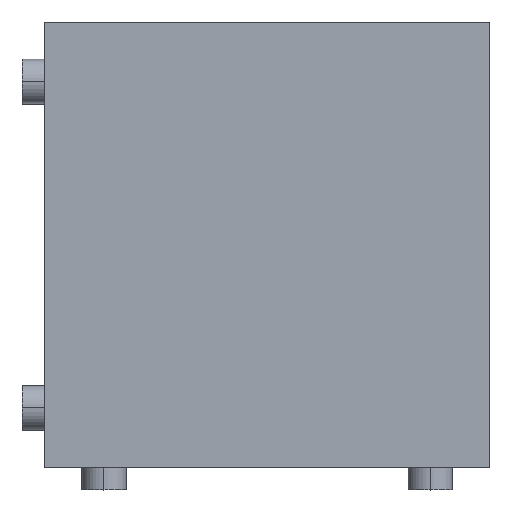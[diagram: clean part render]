
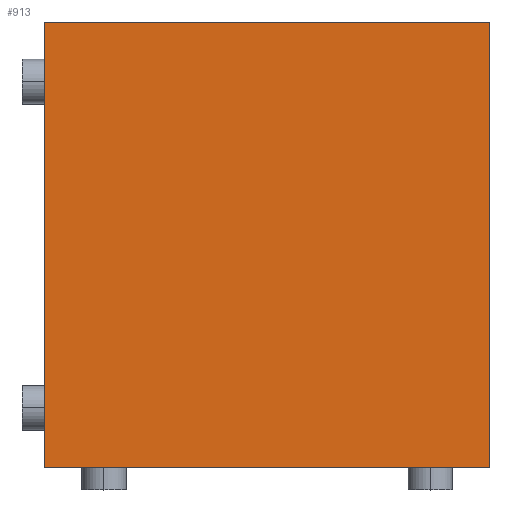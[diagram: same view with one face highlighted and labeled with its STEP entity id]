
A CAD part, top view. The second image highlights one B-rep face of the part: STEP entity #913.
In plain terms, the highlighted planar face has unit normal (0, 0, 1).
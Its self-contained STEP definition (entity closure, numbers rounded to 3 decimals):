
#14 = DIRECTION ( 'NONE',  ( 1., 0., 0. ) ) ;
#42 = EDGE_CURVE ( 'NONE', #119, #855, #1212, .T. ) ;
#46 = DIRECTION ( 'NONE',  ( -1., 0., 0. ) ) ;
#53 = DIRECTION ( 'NONE',  ( -1., 0., 0. ) ) ;
#103 = EDGE_LOOP ( 'NONE', ( #548, #716, #123, #405 ) ) ;
#119 = VERTEX_POINT ( 'NONE', #343 ) ;
#123 = ORIENTED_EDGE ( 'NONE', *, *, #486, .T. ) ;
#141 = VECTOR ( 'NONE', #53, 1000. ) ;
#151 = CARTESIAN_POINT ( 'NONE',  ( 15., 15., 15. ) ) ;
#152 = CARTESIAN_POINT ( 'NONE',  ( 15., 15., 15. ) ) ;
#203 = AXIS2_PLACEMENT_3D ( 'NONE', #551, #1040, #46 ) ;
#206 = VERTEX_POINT ( 'NONE', #1057 ) ;
#261 = LINE ( 'NONE', #451, #470 ) ;
#343 = CARTESIAN_POINT ( 'NONE',  ( -15., -15., 15. ) ) ;
#405 = ORIENTED_EDGE ( 'NONE', *, *, #1283, .T. ) ;
#427 = FACE_OUTER_BOUND ( 'NONE', #103, .T. ) ;
#448 = VECTOR ( 'NONE', #14, 1000. ) ;
#451 = CARTESIAN_POINT ( 'NONE',  ( -15., 15., 15. ) ) ;
#470 = VECTOR ( 'NONE', #652, 1000. ) ;
#478 = EDGE_CURVE ( 'NONE', #206, #119, #261, .T. ) ;
#486 = EDGE_CURVE ( 'NONE', #855, #908, #1053, .T. ) ;
#545 = CARTESIAN_POINT ( 'NONE',  ( 15., -15., 15. ) ) ;
#548 = ORIENTED_EDGE ( 'NONE', *, *, #478, .T. ) ;
#550 = DIRECTION ( 'NONE',  ( 0., 1., 0. ) ) ;
#551 = CARTESIAN_POINT ( 'NONE',  ( 0., 0., 15. ) ) ;
#613 = CARTESIAN_POINT ( 'NONE',  ( 15., -15., 15. ) ) ;
#652 = DIRECTION ( 'NONE',  ( 0., -1., 0. ) ) ;
#716 = ORIENTED_EDGE ( 'NONE', *, *, #42, .T. ) ;
#855 = VERTEX_POINT ( 'NONE', #545 ) ;
#864 = CARTESIAN_POINT ( 'NONE',  ( 15., 15., 15. ) ) ;
#908 = VERTEX_POINT ( 'NONE', #152 ) ;
#913 = ADVANCED_FACE ( 'NONE', ( #427 ), #1156, .F. ) ;
#1010 = VECTOR ( 'NONE', #550, 1000. ) ;
#1040 = DIRECTION ( 'NONE',  ( 0., 0., -1. ) ) ;
#1053 = LINE ( 'NONE', #151, #1010 ) ;
#1057 = CARTESIAN_POINT ( 'NONE',  ( -15., 15., 15. ) ) ;
#1084 = LINE ( 'NONE', #864, #141 ) ;
#1156 = PLANE ( 'NONE',  #203 ) ;
#1212 = LINE ( 'NONE', #613, #448 ) ;
#1283 = EDGE_CURVE ( 'NONE', #908, #206, #1084, .T. ) ;
